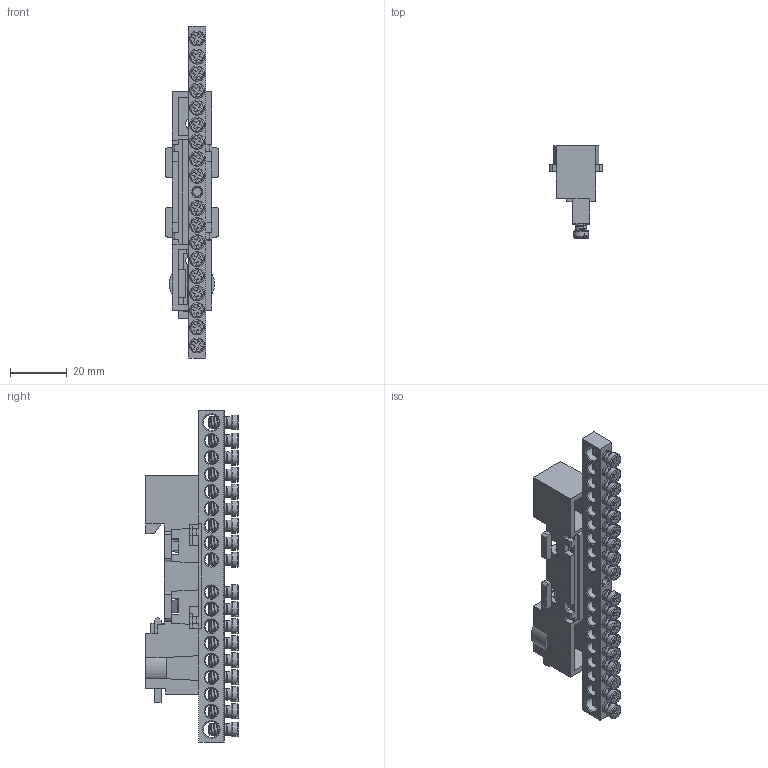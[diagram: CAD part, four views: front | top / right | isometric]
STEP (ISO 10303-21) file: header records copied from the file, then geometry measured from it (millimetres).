
FILE_DESCRIPTION (( 'STEP AP214' ), '1' );
FILE_NAME ('KSN-8 6õ9-18.STEP', '2023-11-17T11:50:21', ( '' ), ( '' ), 'SwSTEP 2.0', 'SolidWorks 2022', '' );
FILE_SCHEMA (( 'AUTOMOTIVE_DESIGN' ));
Length unit declared in the file: millimetre
Products named in the file (8): Винт М4х8; Подставка универсалM1_Каталог_2016_63А; Винт М4х8 rezba; защелка UH_каталог; UHBT-4-6x9.18.01; SHBT-01.01 6х9; KSN-8 6х9-18; UHBT-4-6x9.18.00
Assembly tree (24 placements, depth 3):
  KSN-8 6х9-18
    Подставка универсалM1_Каталог_2016_63А
    SHBT-01.01 6х9
    защелка UH_каталог
    Винт М4х8
    UHBT-4-6x9.18.00
      UHBT-4-6x9.18.01
      Винт М4х8 rezba  x18
Bounding box: 18.8 x 32.6 x 117 mm (x, y, z)
Volume: 15336 mm3; surface area: 19107.7 mm2
Topology: 23 solids, 23 shells, 1361 faces, 3746 edges, 2414 vertices
Faces by surface type: plane 651, cylinder 442, cone 156, torus 76, bspline 36
Entity records: 21679 total; most frequent: CARTESIAN_POINT 5268, ORIENTED_EDGE 3344, DIRECTION 3113, EDGE_CURVE 1672, LINE 1149, VECTOR 1149, VERTEX_POINT 1054, AXIS2_PLACEMENT_3D 982
